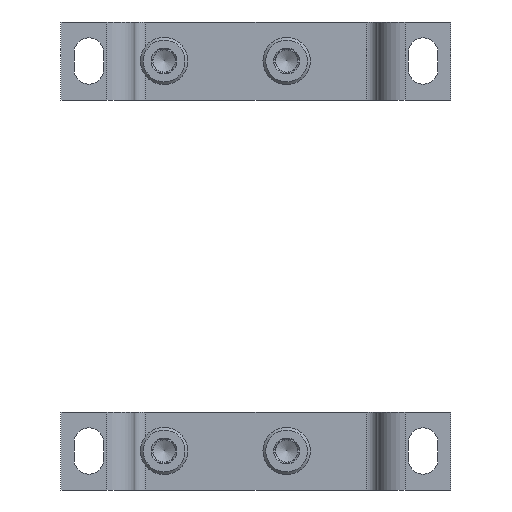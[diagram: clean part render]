
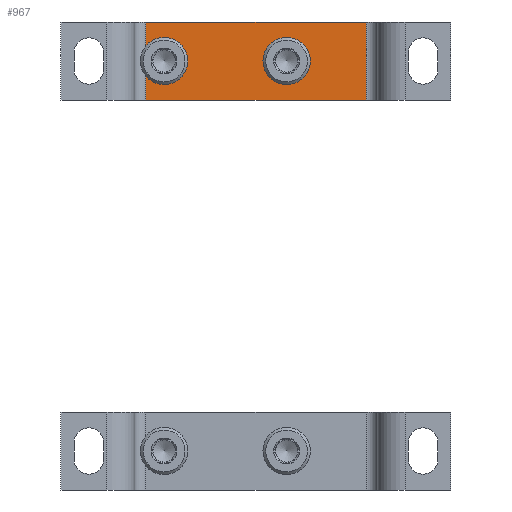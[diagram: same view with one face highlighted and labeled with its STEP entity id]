
A CAD part, left-side view. The second image highlights one B-rep face of the part: STEP entity #967.
In plain terms, the highlighted face is planar.
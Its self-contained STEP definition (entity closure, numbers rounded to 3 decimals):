
#106=LINE('',#1546,#184);
#107=LINE('',#1554,#185);
#108=LINE('',#1556,#186);
#109=LINE('',#1558,#187);
#184=VECTOR('',#1231,1000.);
#185=VECTOR('',#1240,1000.);
#186=VECTOR('',#1241,1000.);
#187=VECTOR('',#1242,1000.);
#286=ORIENTED_EDGE('',*,*,#541,.F.);
#287=ORIENTED_EDGE('',*,*,#542,.F.);
#288=ORIENTED_EDGE('',*,*,#543,.T.);
#289=ORIENTED_EDGE('',*,*,#544,.F.);
#290=ORIENTED_EDGE('',*,*,#545,.F.);
#291=ORIENTED_EDGE('',*,*,#539,.T.);
#539=EDGE_CURVE('',#663,#662,#106,.T.);
#541=EDGE_CURVE('',#664,#664,#733,.T.);
#542=EDGE_CURVE('',#665,#665,#734,.T.);
#543=EDGE_CURVE('',#662,#666,#107,.T.);
#544=EDGE_CURVE('',#667,#666,#108,.T.);
#545=EDGE_CURVE('',#663,#667,#109,.T.);
#662=VERTEX_POINT('',#1545);
#663=VERTEX_POINT('',#1547);
#664=VERTEX_POINT('',#1551);
#665=VERTEX_POINT('',#1553);
#666=VERTEX_POINT('',#1555);
#667=VERTEX_POINT('',#1557);
#733=CIRCLE('',#1068,2.65);
#734=CIRCLE('',#1069,2.65);
#781=EDGE_LOOP('',(#286));
#782=EDGE_LOOP('',(#287));
#783=EDGE_LOOP('',(#288,#289,#290,#291));
#859=FACE_BOUND('',#781,.T.);
#860=FACE_BOUND('',#782,.T.);
#861=FACE_BOUND('',#783,.T.);
#930=PLANE('',#1067);
#967=ADVANCED_FACE('',(#859,#860,#861),#930,.F.);
#1067=AXIS2_PLACEMENT_3D('',#1549,#1234,#1235);
#1068=AXIS2_PLACEMENT_3D('',#1550,#1236,#1237);
#1069=AXIS2_PLACEMENT_3D('',#1552,#1238,#1239);
#1231=DIRECTION('',(0.,0.,-1.));
#1234=DIRECTION('',(-1.,0.,0.));
#1235=DIRECTION('',(0.,0.,1.));
#1236=DIRECTION('',(1.,0.,0.));
#1237=DIRECTION('',(0.,0.,-1.));
#1238=DIRECTION('',(1.,0.,0.));
#1239=DIRECTION('',(0.,0.,-1.));
#1240=DIRECTION('',(0.,1.,0.));
#1241=DIRECTION('',(0.,0.,-1.));
#1242=DIRECTION('',(0.,1.,0.));
#1545=CARTESIAN_POINT('',(3.,-19.75,-7.));
#1546=CARTESIAN_POINT('',(3.,-19.75,7.));
#1547=CARTESIAN_POINT('',(3.,-19.75,7.));
#1549=CARTESIAN_POINT('',(3.,-19.75,7.));
#1550=CARTESIAN_POINT('',(3.,-5.5,0.));
#1551=CARTESIAN_POINT('',(3.,-5.5,-2.65));
#1552=CARTESIAN_POINT('',(3.,16.5,0.));
#1553=CARTESIAN_POINT('',(3.,16.5,-2.65));
#1554=CARTESIAN_POINT('',(3.,-19.75,-7.));
#1555=CARTESIAN_POINT('',(3.,19.75,-7.));
#1556=CARTESIAN_POINT('',(3.,19.75,7.));
#1557=CARTESIAN_POINT('',(3.,19.75,7.));
#1558=CARTESIAN_POINT('',(3.,-19.75,7.));
